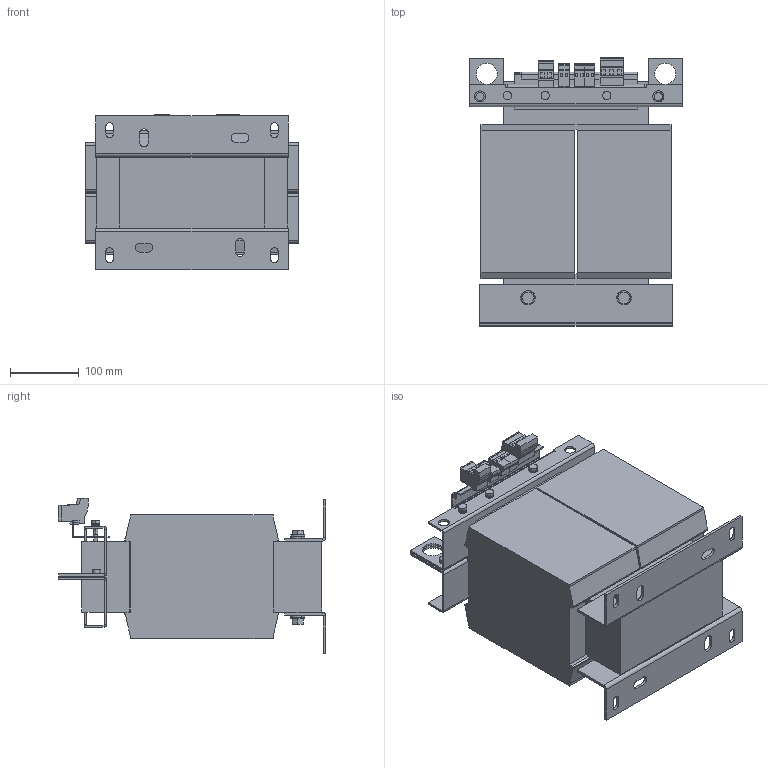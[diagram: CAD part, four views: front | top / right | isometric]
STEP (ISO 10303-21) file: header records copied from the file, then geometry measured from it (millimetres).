
FILE_DESCRIPTION (( 'STEP AP214' ), '1' );
FILE_NAME ('348551.STEP', '2021-04-16T09:44:24', ( '' ), ( '' ), 'SwSTEP 2.0', 'SolidWorks 2018', '' );
FILE_SCHEMA (( 'AUTOMOTIVE_DESIGN' ));
Length unit declared in the file: millimetre
Products named in the file (1): 348551
Bounding box: 310 x 390.45 x 226.05 mm (x, y, z)
Volume: 14063490.6 mm3; surface area: 769986.8 mm2
Topology: 1 solids, 1 shells, 676 faces, 1712 edges, 1090 vertices
Faces by surface type: plane 505, cylinder 165, torus 4, cone 2
Entity records: 20180 total; most frequent: CARTESIAN_POINT 3479, ORIENTED_EDGE 3424, DIRECTION 3412, EDGE_CURVE 1712, LINE 1366, VECTOR 1366, VERTEX_POINT 1090, AXIS2_PLACEMENT_3D 1023
